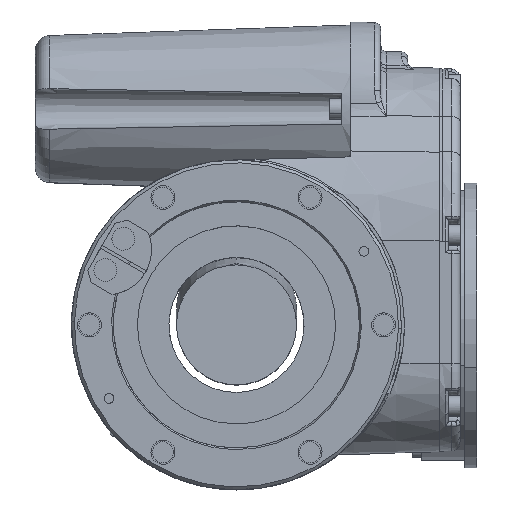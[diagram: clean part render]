
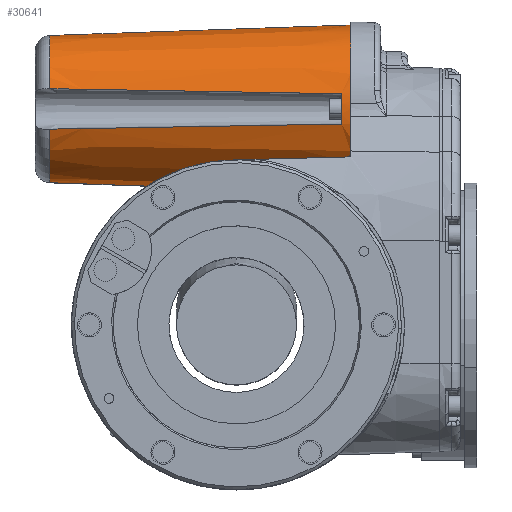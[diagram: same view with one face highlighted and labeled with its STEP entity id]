
A CAD part, top view. The second image highlights one B-rep face of the part: STEP entity #30641.
In plain terms, the highlighted conical face has half-angle 2 degrees and reference radius 28 mm.
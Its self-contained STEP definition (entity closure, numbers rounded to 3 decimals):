
#753 = CARTESIAN_POINT ( 'NONE',  ( -62.174, 78.734, 85.558 ) ) ;
#879 = DIRECTION ( 'NONE',  ( 0., 1., 0. ) ) ;
#986 = CARTESIAN_POINT ( 'NONE',  ( 35., 77.052, 89.434 ) ) ;
#1142 = CARTESIAN_POINT ( 'NONE',  ( -51.342, 78.559, 86. ) ) ;
#1196 = ORIENTED_EDGE ( 'NONE', *, *, #9173, .T. ) ;
#1309 = VERTEX_POINT ( 'NONE', #6169 ) ;
#2105 = ORIENTED_EDGE ( 'NONE', *, *, #6207, .F. ) ;
#2202 = CARTESIAN_POINT ( 'NONE',  ( 35., 77.052, 89.434 ) ) ;
#2338 = ORIENTED_EDGE ( 'NONE', *, *, #6392, .F. ) ;
#2595 = CARTESIAN_POINT ( 'NONE',  ( -51.342, 78.559, 86. ) ) ;
#2941 = VERTEX_POINT ( 'NONE', #36704 ) ;
#4697 = DIRECTION ( 'NONE',  ( 0., 1., 0. ) ) ;
#5385 = ORIENTED_EDGE ( 'NONE', *, *, #30390, .F. ) ;
#5545 = DIRECTION ( 'NONE',  ( -0.999, 0.035, 0. ) ) ;
#5613 = CARTESIAN_POINT ( 'NONE',  ( -51.342, 65.441, 86. ) ) ;
#6004 = CARTESIAN_POINT ( 'NONE',  ( 35., 66.948, 89.434 ) ) ;
#6169 = CARTESIAN_POINT ( 'NONE',  ( 38., 100., 62. ) ) ;
#6207 = EDGE_CURVE ( 'NONE', #9515, #31831, #37332, .T. ) ;
#6230 = VERTEX_POINT ( 'NONE', #986 ) ;
#6392 = EDGE_CURVE ( 'NONE', #15045, #21521, #20917, .T. ) ;
#6842 = CARTESIAN_POINT ( 'NONE',  ( -54.952, 78.622, 85.852 ) ) ;
#7226 = CARTESIAN_POINT ( 'NONE',  ( 38., 72., 62. ) ) ;
#7324 = CARTESIAN_POINT ( 'NONE',  ( -62.174, 72., 62. ) ) ;
#7738 = CARTESIAN_POINT ( 'NONE',  ( 4.287, 77.588, 88.245 ) ) ;
#8026 = DIRECTION ( 'NONE',  ( -0.999, -0.035, 0. ) ) ;
#8442 = EDGE_CURVE ( 'NONE', #1309, #21521, #31264, .T. ) ;
#8465 = CARTESIAN_POINT ( 'NONE',  ( -51.342, 78.559, 86. ) ) ;
#9173 = EDGE_CURVE ( 'NONE', #18625, #6230, #33409, .T. ) ;
#9424 = VECTOR ( 'NONE', #8026, 1000. ) ;
#9515 = VERTEX_POINT ( 'NONE', #19855 ) ;
#9930 = B_SPLINE_CURVE_WITH_KNOTS ( 'NONE', 3,
 ( #5613, #17226, #11533, #6004 ),
 .UNSPECIFIED., .F., .F.,
 ( 4, 4 ),
 ( 0., 1. ),
 .UNSPECIFIED. ) ;
#9984 = EDGE_CURVE ( 'NONE', #18625, #15045, #11361, .T. ) ;
#10126 = DIRECTION ( 'NONE',  ( 1., 0., 0. ) ) ;
#10212 = CARTESIAN_POINT ( 'NONE',  ( 38., 72., 62. ) ) ;
#10407 = CONICAL_SURFACE ( 'NONE', #31662, 28., 0.035 ) ;
#11361 = B_SPLINE_CURVE_WITH_KNOTS ( 'NONE', 3,
 ( #1142, #6842, #18836, #753 ),
 .UNSPECIFIED., .F., .F.,
 ( 4, 4 ),
 ( 0., 15.338 ),
 .UNSPECIFIED. ) ;
#11513 = CARTESIAN_POINT ( 'NONE',  ( -62.174, 96.502, 62. ) ) ;
#11533 = CARTESIAN_POINT ( 'NONE',  ( 4.298, 66.412, 88.245 ) ) ;
#11804 = ORIENTED_EDGE ( 'NONE', *, *, #9984, .F. ) ;
#13126 = AXIS2_PLACEMENT_3D ( 'NONE', #30926, #28058, #21613 ) ;
#13231 = DIRECTION ( 'NONE',  ( -1., 0., 0. ) ) ;
#15045 = VERTEX_POINT ( 'NONE', #37067 ) ;
#15213 = EDGE_CURVE ( 'NONE', #26530, #22980, #9930, .T. ) ;
#15290 = ORIENTED_EDGE ( 'NONE', *, *, #8442, .T. ) ;
#15532 = CIRCLE ( 'NONE', #13126, 27.895 ) ;
#16004 = DIRECTION ( 'NONE',  ( 0., 1., 0. ) ) ;
#16042 = CARTESIAN_POINT ( 'NONE',  ( -14.5, 98.167, 62. ) ) ;
#16059 = AXIS2_PLACEMENT_3D ( 'NONE', #7324, #13231, #25214 ) ;
#16096 = CARTESIAN_POINT ( 'NONE',  ( 35., 66.948, 89.434 ) ) ;
#16113 = DIRECTION ( 'NONE',  ( -1., 0., 0. ) ) ;
#16313 = EDGE_CURVE ( 'NONE', #1309, #9515, #23949, .T. ) ;
#17226 = CARTESIAN_POINT ( 'NONE',  ( -24.483, 65.91, 87.1 ) ) ;
#18267 = CIRCLE ( 'NONE', #32255, 24.502 ) ;
#18625 = VERTEX_POINT ( 'NONE', #2595 ) ;
#18774 = DIRECTION ( 'NONE',  ( 1., 0., 0. ) ) ;
#18836 = CARTESIAN_POINT ( 'NONE',  ( -58.563, 78.68, 85.705 ) ) ;
#19103 = AXIS2_PLACEMENT_3D ( 'NONE', #24401, #10126, #16004 ) ;
#19855 = CARTESIAN_POINT ( 'NONE',  ( 38., 72., 90. ) ) ;
#20917 = CIRCLE ( 'NONE', #16059, 24.502 ) ;
#21094 = ORIENTED_EDGE ( 'NONE', *, *, #16313, .F. ) ;
#21521 = VERTEX_POINT ( 'NONE', #11513 ) ;
#21613 = DIRECTION ( 'NONE',  ( 0., 1., 0. ) ) ;
#22260 = DIRECTION ( 'NONE',  ( 0., 1., 0. ) ) ;
#22762 = CARTESIAN_POINT ( 'NONE',  ( -24.493, 78.09, 87.1 ) ) ;
#22980 = VERTEX_POINT ( 'NONE', #16096 ) ;
#23486 = VERTEX_POINT ( 'NONE', #29152 ) ;
#23949 = CIRCLE ( 'NONE', #31839, 28. ) ;
#24372 = DIRECTION ( 'NONE',  ( 1., 0., 0. ) ) ;
#24401 = CARTESIAN_POINT ( 'NONE',  ( 38., 72., 62. ) ) ;
#25214 = DIRECTION ( 'NONE',  ( 0., 1., 0. ) ) ;
#25300 = CARTESIAN_POINT ( 'NONE',  ( -62.174, 65.266, 85.558 ) ) ;
#25932 = CARTESIAN_POINT ( 'NONE',  ( -14.5, 45.833, 62. ) ) ;
#26530 = VERTEX_POINT ( 'NONE', #32310 ) ;
#27332 = EDGE_CURVE ( 'NONE', #26530, #2941, #35412, .T. ) ;
#27405 = FACE_OUTER_BOUND ( 'NONE', #31348, .T. ) ;
#28058 = DIRECTION ( 'NONE',  ( 1., 0., 0. ) ) ;
#28518 = EDGE_CURVE ( 'NONE', #31831, #23486, #32402, .T. ) ;
#28930 = ORIENTED_EDGE ( 'NONE', *, *, #28518, .F. ) ;
#29152 = CARTESIAN_POINT ( 'NONE',  ( -62.174, 47.498, 62. ) ) ;
#30390 = EDGE_CURVE ( 'NONE', #23486, #2941, #18267, .T. ) ;
#30421 = ORIENTED_EDGE ( 'NONE', *, *, #27332, .T. ) ;
#30641 = ADVANCED_FACE ( 'NONE', ( #27405 ), #10407, .T. ) ;
#30831 = CARTESIAN_POINT ( 'NONE',  ( -51.342, 65.441, 86. ) ) ;
#30926 = CARTESIAN_POINT ( 'NONE',  ( 35., 72., 62. ) ) ;
#31028 = ORIENTED_EDGE ( 'NONE', *, *, #33502, .T. ) ;
#31264 = LINE ( 'NONE', #16042, #9424 ) ;
#31348 = EDGE_LOOP ( 'NONE', ( #15290, #2338, #11804, #1196, #31028, #31499, #30421, #5385, #28930, #2105, #21094 ) ) ;
#31379 = CARTESIAN_POINT ( 'NONE',  ( -54.952, 65.378, 85.852 ) ) ;
#31499 = ORIENTED_EDGE ( 'NONE', *, *, #15213, .F. ) ;
#31662 = AXIS2_PLACEMENT_3D ( 'NONE', #7226, #24372, #22260 ) ;
#31690 = VECTOR ( 'NONE', #5545, 1000. ) ;
#31831 = VERTEX_POINT ( 'NONE', #33791 ) ;
#31839 = AXIS2_PLACEMENT_3D ( 'NONE', #10212, #18774, #879 ) ;
#32255 = AXIS2_PLACEMENT_3D ( 'NONE', #36870, #16113, #4697 ) ;
#32310 = CARTESIAN_POINT ( 'NONE',  ( -51.342, 65.441, 86. ) ) ;
#32402 = LINE ( 'NONE', #25932, #31690 ) ;
#33409 = B_SPLINE_CURVE_WITH_KNOTS ( 'NONE', 3,
 ( #8465, #22762, #7738, #2202 ),
 .UNSPECIFIED., .F., .F.,
 ( 4, 4 ),
 ( 0., 1. ),
 .UNSPECIFIED. ) ;
#33502 = EDGE_CURVE ( 'NONE', #6230, #22980, #15532, .T. ) ;
#33791 = CARTESIAN_POINT ( 'NONE',  ( 38., 44., 62. ) ) ;
#33873 = CARTESIAN_POINT ( 'NONE',  ( -58.563, 65.32, 85.705 ) ) ;
#35412 = B_SPLINE_CURVE_WITH_KNOTS ( 'NONE', 3,
 ( #30831, #31379, #33873, #25300 ),
 .UNSPECIFIED., .F., .F.,
 ( 4, 4 ),
 ( 0., 15.338 ),
 .UNSPECIFIED. ) ;
#36704 = CARTESIAN_POINT ( 'NONE',  ( -62.174, 65.266, 85.558 ) ) ;
#36870 = CARTESIAN_POINT ( 'NONE',  ( -62.174, 72., 62. ) ) ;
#37067 = CARTESIAN_POINT ( 'NONE',  ( -62.174, 78.734, 85.558 ) ) ;
#37332 = CIRCLE ( 'NONE', #19103, 28. ) ;
